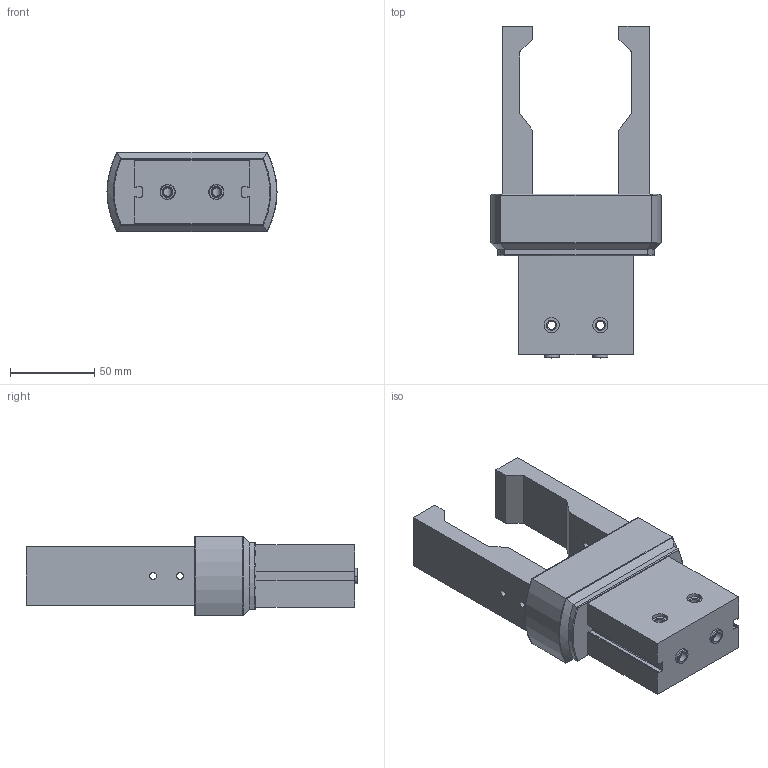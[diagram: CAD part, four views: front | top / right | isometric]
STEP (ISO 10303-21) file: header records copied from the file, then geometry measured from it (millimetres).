
FILE_DESCRIPTION(('CATIA V5 STEP Exchange'),'2;1');
FILE_NAME('539635_HGP_25_A_B_SSK____asm_0__ZH_.stp','2022-03-12T10:08:00+00:00',('none'),('none'),'CATIA Version 5-6 Release 2017','CATIA V5 STEP AP203','none');
FILE_SCHEMA(('CONFIG_CONTROL_DESIGN'));
Length unit declared in the file: millimetre
Products named in the file (1): 539635_HGP_25_A_B_SSK____asm_0__ZH_
Assembly tree (7 placements, depth 2):
  539635_HGP_25_A_B_SSK____asm_0__ZH_
    #57  x2
    #869  x2
    #1205
    #5254  x2
Bounding box: 101 x 197.2 x 47 mm (x, y, z)
Volume: 402815.7 mm3; surface area: 66310.6 mm2
Topology: 7 solids, 7 shells, 229 faces, 563 edges, 357 vertices
Faces by surface type: plane 99, cylinder 82, cone 42, torus 6
Entity records: 5809 total; most frequent: CARTESIAN_POINT 1677, ORIENTED_EDGE 874, DIRECTION 703, EDGE_CURVE 437, VERTEX_POINT 277, AXIS2_PLACEMENT_3D 267, VECTOR 248, LINE 248
